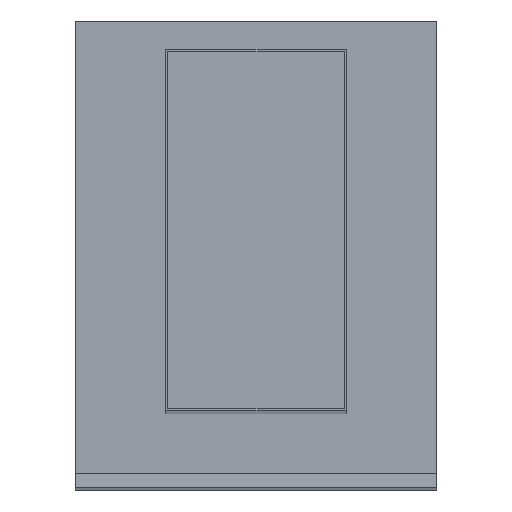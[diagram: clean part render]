
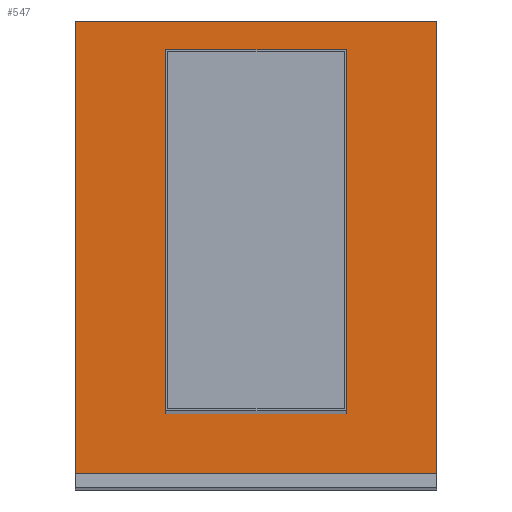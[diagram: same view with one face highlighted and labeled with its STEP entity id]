
A CAD part, top view. The second image highlights one B-rep face of the part: STEP entity #547.
In plain terms, the highlighted planar face has unit normal (0, 0, 1).
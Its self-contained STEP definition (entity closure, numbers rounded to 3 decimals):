
#13 = LINE ( 'NONE', #608, #495 ) ;
#56 = CARTESIAN_POINT ( 'NONE',  ( -10., -13.3, 0. ) ) ;
#84 = EDGE_LOOP ( 'NONE', ( #320, #624, #525, #587 ) ) ;
#95 = EDGE_CURVE ( 'NONE', #627, #231, #480, .T. ) ;
#100 = PLANE ( 'NONE',  #269 ) ;
#139 = VECTOR ( 'NONE', #612, 1000. ) ;
#162 = DIRECTION ( 'NONE',  ( 0., 1., 0. ) ) ;
#165 = CARTESIAN_POINT ( 'NONE',  ( 10., 11.7, 0. ) ) ;
#172 = VERTEX_POINT ( 'NONE', #566 ) ;
#204 = EDGE_CURVE ( 'NONE', #238, #172, #516, .T. ) ;
#219 = DIRECTION ( 'NONE',  ( 0., 1., 0. ) ) ;
#231 = VERTEX_POINT ( 'NONE', #56 ) ;
#238 = VERTEX_POINT ( 'NONE', #478 ) ;
#254 = CARTESIAN_POINT ( 'NONE',  ( 10., -13.3, 0. ) ) ;
#265 = DIRECTION ( 'NONE',  ( 0., 0., 1. ) ) ;
#269 = AXIS2_PLACEMENT_3D ( 'NONE', #254, #265, #415 ) ;
#320 = ORIENTED_EDGE ( 'NONE', *, *, #485, .F. ) ;
#377 = VECTOR ( 'NONE', #487, 1000. ) ;
#404 = VECTOR ( 'NONE', #219, 1000. ) ;
#415 = DIRECTION ( 'NONE',  ( 1., 0., 0. ) ) ;
#437 = CARTESIAN_POINT ( 'NONE',  ( 10., -13.3, 0. ) ) ;
#471 = CARTESIAN_POINT ( 'NONE',  ( -10., -13.3, 0. ) ) ;
#478 = CARTESIAN_POINT ( 'NONE',  ( 10., 11.7, 0. ) ) ;
#480 = LINE ( 'NONE', #629, #377 ) ;
#485 = EDGE_CURVE ( 'NONE', #231, #172, #611, .T. ) ;
#487 = DIRECTION ( 'NONE',  ( -1., 0., 0. ) ) ;
#495 = VECTOR ( 'NONE', #162, 1000. ) ;
#516 = LINE ( 'NONE', #165, #139 ) ;
#525 = ORIENTED_EDGE ( 'NONE', *, *, #539, .T. ) ;
#539 = EDGE_CURVE ( 'NONE', #627, #238, #13, .T. ) ;
#547 = ADVANCED_FACE ( 'NONE', ( #565 ), #100, .T. ) ;
#565 = FACE_OUTER_BOUND ( 'NONE', #84, .T. ) ;
#566 = CARTESIAN_POINT ( 'NONE',  ( -10., 11.7, 0. ) ) ;
#587 = ORIENTED_EDGE ( 'NONE', *, *, #204, .T. ) ;
#608 = CARTESIAN_POINT ( 'NONE',  ( 10., -13.3, 0. ) ) ;
#611 = LINE ( 'NONE', #471, #404 ) ;
#612 = DIRECTION ( 'NONE',  ( -1., 0., 0. ) ) ;
#624 = ORIENTED_EDGE ( 'NONE', *, *, #95, .F. ) ;
#627 = VERTEX_POINT ( 'NONE', #437 ) ;
#629 = CARTESIAN_POINT ( 'NONE',  ( 10., -13.3, 0. ) ) ;
